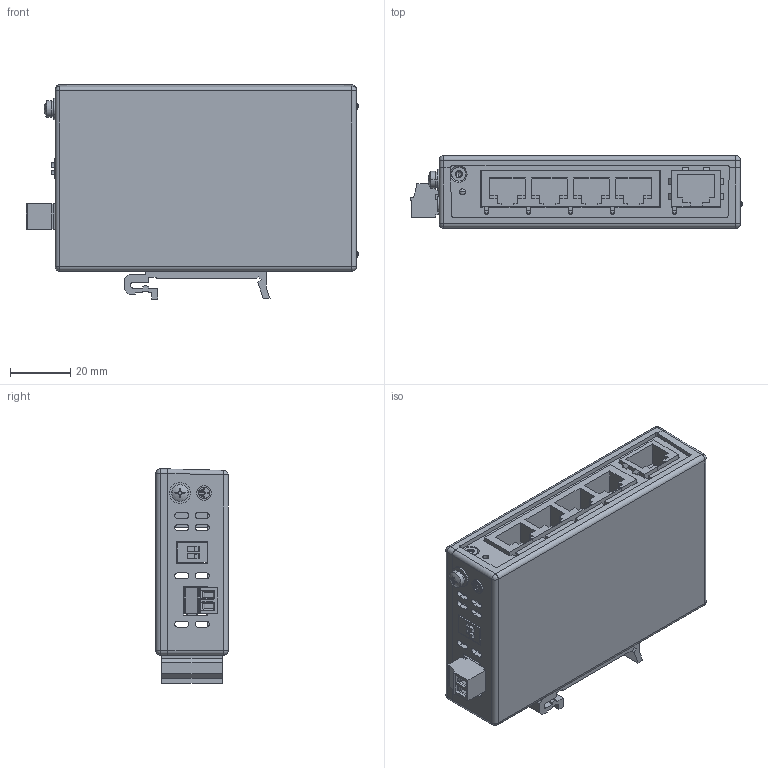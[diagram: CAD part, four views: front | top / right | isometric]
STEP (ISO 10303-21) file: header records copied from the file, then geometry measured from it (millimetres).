
FILE_DESCRIPTION((''),'2;1');
FILE_NAME('MATCHBOX_5FE_ASM','2021-11-08T',('simon'),(''),'PRO/ENGINEER BY PARAMETRIC TECHNOLOGY CORPORATION, 2017170','PRO/ENGINEER BY PARAMETRIC TECHNOLOGY CORPORATION, 2017170','');
FILE_SCHEMA(('CONFIG_CONTROL_DESIGN'));
Length unit declared in the file: millimetre
Products named in the file (28): MATCHBOX_MB; MC_1_5-LH_STIFT_1_1_1_1_7; BCH_381H_HOUSING_1_6; ECH-381R-02P-BK_2_ASM; ECH-381R-02P-BK_ASM; 5452235-BCP-508-2-71990; 5452235-BCP-508-2-73950_ASM; PXC_5434926_00_BCP-381-2-GY_3D_ASM; 1-LED; WGSOC-CNN0352ZW2608-14DC06F; DPL-02-V; PRT-LED-0006; ZW2608-13S006F; MATCHBOX_MB_ASM; MATCHBOX_ME_BOTTOM_5; MATCHBOX_BOTTOM_ASM; MATCHBOX_ME_TOP_5; MATCHBOX_TOP_5_ASM; MATCHBOX_FRONT_5; BN_4851_3645857_M3X4; KAI_GUI_20MM; CROSS_RECESSED_PAN_HEAD_SCREWS_; SPRING_LOCK_WASHERS--NORMAL_TYP; PLAIN_WASHERS--PRODUCT_GRADE_C_; PSW_M3X6_ASM; BN_M2X4; MATCHBOX_ME_5_ASM; MATCHBOX_5FE_ASM
Assembly tree (36 placements, depth 5):
  MATCHBOX_5FE_ASM
    MATCHBOX_MB_ASM
      MATCHBOX_MB
      ECH-381R-02P-BK_ASM
        ECH-381R-02P-BK_2_ASM
          MC_1_5-LH_STIFT_1_1_1_1_7  x2
          BCH_381H_HOUSING_1_6
      PXC_5434926_00_BCP-381-2-GY_3D_ASM
        5452235-BCP-508-2-73950_ASM
          5452235-BCP-508-2-71990
      1-LED
      WGSOC-CNN0352ZW2608-14DC06F
      DPL-02-V
      PRT-LED-0006  x5
      ZW2608-13S006F
    MATCHBOX_ME_5_ASM
      MATCHBOX_BOTTOM_ASM
        MATCHBOX_ME_BOTTOM_5
      MATCHBOX_TOP_5_ASM
        MATCHBOX_ME_TOP_5
      MATCHBOX_FRONT_5
      BN_4851_3645857_M3X4  x5
      KAI_GUI_20MM
      PSW_M3X6_ASM
        CROSS_RECESSED_PAN_HEAD_SCREWS_
        SPRING_LOCK_WASHERS--NORMAL_TYP
        PLAIN_WASHERS--PRODUCT_GRADE_C_
      BN_M2X4
Bounding box: 110.2 x 24 x 71.1 mm (x, y, z)
Volume: 57046.2 mm3; surface area: 64434.5 mm2
Topology: 27 solids, 27 shells, 1796 faces, 4724 edges, 3058 vertices
Faces by surface type: plane 899, cylinder 620, cone 115, bspline 79, torus 55, sphere 24, extrusion 4
Entity records: 53743 total; most frequent: CARTESIAN_POINT 14446, ORIENTED_EDGE 8196, DIRECTION 7919, EDGE_CURVE 4098, AXIS2_PLACEMENT_3D 2705, VERTEX_POINT 2657, VECTOR 2509, LINE 2505
